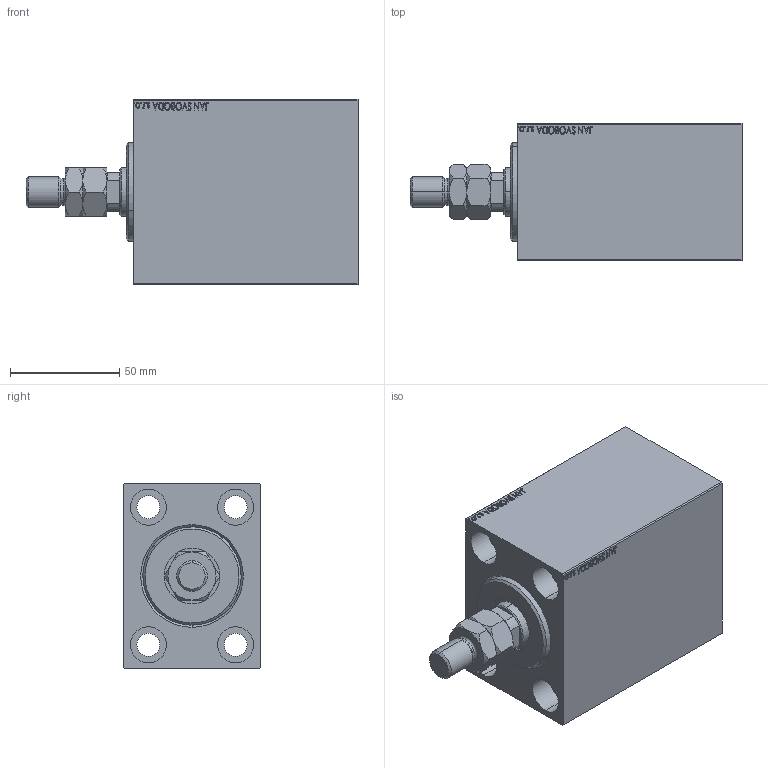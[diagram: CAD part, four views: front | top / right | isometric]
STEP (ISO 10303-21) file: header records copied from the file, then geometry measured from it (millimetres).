
FILE_DESCRIPTION (( 'STEP AP203' ), '1' );
FILE_NAME ('83c9.STEP', '2025-02-12T10:17:34', ( '' ), ( '' ), 'SwSTEP 2.0', 'SolidWorks 2019', '' );
FILE_SCHEMA (( 'CONFIG_CONTROL_DESIGN' ));
Length unit declared in the file: millimetre
Products named in the file (5): V450CM_VC_B b7987f9050cbaa45a3dd5a4a8875434b; MTA b7987f9050cbaa45a3dd5a4a8875434b; V450CM_C_Body b7987f9050cbaa45a3dd5a4a8875434b; 83c9; V450CM_C_VCP b7987f9050cbaa45a3dd5a4a8875434b
Assembly tree (4 placements, depth 2):
  83c9
    V450CM_C_Body b7987f9050cbaa45a3dd5a4a8875434b
    V450CM_C_VCP b7987f9050cbaa45a3dd5a4a8875434b
    V450CM_VC_B b7987f9050cbaa45a3dd5a4a8875434b
    MTA b7987f9050cbaa45a3dd5a4a8875434b
Bounding box: 152 x 63 x 85 mm (x, y, z)
Volume: 481295.7 mm3; surface area: 91109.8 mm2
Topology: 4 solids, 4 shells, 907 faces, 2296 edges, 1511 vertices
Faces by surface type: plane 423, bspline 380, cylinder 60, cone 42, torus 2
Entity records: 45347 total; most frequent: CARTESIAN_POINT 25547, ORIENTED_EDGE 4588, DIRECTION 2706, EDGE_CURVE 2294, VERTEX_POINT 1511, LINE 1318, VECTOR 1318, EDGE_LOOP 1033
